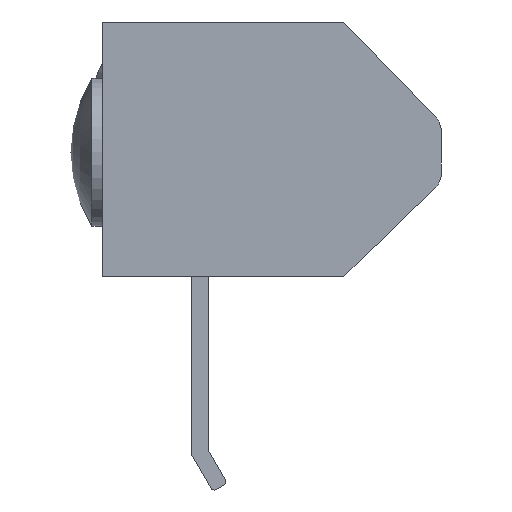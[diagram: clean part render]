
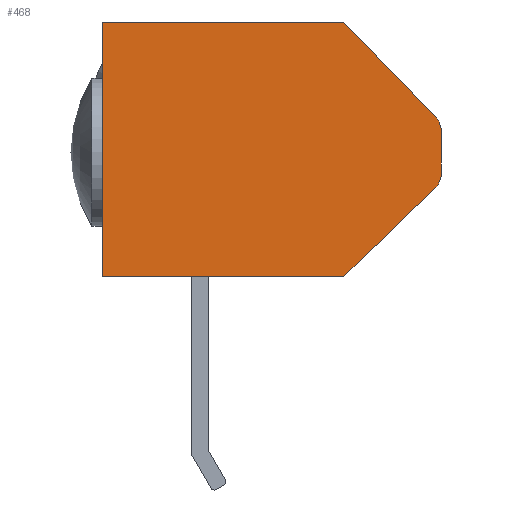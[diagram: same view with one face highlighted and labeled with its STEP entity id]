
A CAD part, left-side view. The second image highlights one B-rep face of the part: STEP entity #468.
In plain terms, the highlighted planar face has unit normal (-1, 0, 0).
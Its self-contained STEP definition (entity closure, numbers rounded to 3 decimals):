
#16 = LINE ( 'NONE', #831, #42 ) ;
#19 = VECTOR ( 'NONE', #1481, 1000. ) ;
#26 = CARTESIAN_POINT ( 'NONE',  ( 0., 16., 6.152 ) ) ;
#42 = VECTOR ( 'NONE', #840, 1000. ) ;
#122 = CARTESIAN_POINT ( 'NONE',  ( 0., 0., -0.985 ) ) ;
#131 = VERTEX_POINT ( 'NONE', #137 ) ;
#137 = CARTESIAN_POINT ( 'NONE',  ( 0., 0., 0.985 ) ) ;
#156 = VERTEX_POINT ( 'NONE', #122 ) ;
#205 = CARTESIAN_POINT ( 'NONE',  ( 0., 0.281, 1.68 ) ) ;
#209 = CARTESIAN_POINT ( 'NONE',  ( 0., 0.305, -1.704 ) ) ;
#262 = ORIENTED_EDGE ( 'NONE', *, *, #1422, .F. ) ;
#270 = LINE ( 'NONE', #716, #1080 ) ;
#286 = EDGE_CURVE ( 'NONE', #560, #307, #358, .T. ) ;
#307 = VERTEX_POINT ( 'NONE', #26 ) ;
#312 = ORIENTED_EDGE ( 'NONE', *, *, #1453, .F. ) ;
#315 = FACE_OUTER_BOUND ( 'NONE', #1329, .T. ) ;
#358 = LINE ( 'NONE', #1165, #1072 ) ;
#384 = VECTOR ( 'NONE', #1162, 1000. ) ;
#417 = ORIENTED_EDGE ( 'NONE', *, *, #1612, .F. ) ;
#418 = ORIENTED_EDGE ( 'NONE', *, *, #1523, .F. ) ;
#457 = PLANE ( 'NONE',  #1106 ) ;
#462 = ORIENTED_EDGE ( 'NONE', *, *, #1455, .F. ) ;
#465 = ORIENTED_EDGE ( 'NONE', *, *, #1229, .F. ) ;
#468 = ADVANCED_FACE ( 'NONE', ( #315 ), #457, .T. ) ;
#485 = LINE ( 'NONE', #1479, #19 ) ;
#521 = CARTESIAN_POINT ( 'NONE',  ( 0., 4.6, 6.152 ) ) ;
#526 = CARTESIAN_POINT ( 'NONE',  ( 0., 4.6, -5.852 ) ) ;
#560 = VERTEX_POINT ( 'NONE', #666 ) ;
#666 = CARTESIAN_POINT ( 'NONE',  ( 0., 16., -5.852 ) ) ;
#678 = AXIS2_PLACEMENT_3D ( 'NONE', #1170, #1171, #1172 ) ;
#716 = CARTESIAN_POINT ( 'NONE',  ( 0., 0., -0.985 ) ) ;
#718 = DIRECTION ( 'NONE',  ( 0., 0., -1. ) ) ;
#745 = CARTESIAN_POINT ( 'NONE',  ( 0., 4.6, -5.852 ) ) ;
#747 = DIRECTION ( 'NONE',  ( 0., 0.719, -0.695 ) ) ;
#793 = AXIS2_PLACEMENT_3D ( 'NONE', #1185, #1189, #1060 ) ;
#831 = CARTESIAN_POINT ( 'NONE',  ( 0., 16., -5.852 ) ) ;
#840 = DIRECTION ( 'NONE',  ( 0., 1., 0. ) ) ;
#1007 = DIRECTION ( 'NONE',  ( 0., 0., 1. ) ) ;
#1011 = VECTOR ( 'NONE', #747, 1000. ) ;
#1060 = DIRECTION ( 'NONE',  ( 0., 0., 1. ) ) ;
#1062 = LINE ( 'NONE', #745, #1011 ) ;
#1072 = VECTOR ( 'NONE', #1151, 1000. ) ;
#1080 = VECTOR ( 'NONE', #718, 1000. ) ;
#1093 = CIRCLE ( 'NONE', #678, 1. ) ;
#1106 = AXIS2_PLACEMENT_3D ( 'NONE', #1584, #1531, #1007 ) ;
#1118 = VERTEX_POINT ( 'NONE', #205 ) ;
#1135 = CIRCLE ( 'NONE', #793, 1. ) ;
#1151 = DIRECTION ( 'NONE',  ( 0., 0., 1. ) ) ;
#1158 = CARTESIAN_POINT ( 'NONE',  ( 0., 4.6, 6.152 ) ) ;
#1162 = DIRECTION ( 'NONE',  ( 0., -1., 0. ) ) ;
#1164 = VERTEX_POINT ( 'NONE', #209 ) ;
#1165 = CARTESIAN_POINT ( 'NONE',  ( 0., 16., 6.152 ) ) ;
#1170 = CARTESIAN_POINT ( 'NONE',  ( 0., 1., 0.985 ) ) ;
#1171 = DIRECTION ( 'NONE',  ( 1., 0., 0. ) ) ;
#1172 = DIRECTION ( 'NONE',  ( 0., 0., -1. ) ) ;
#1185 = CARTESIAN_POINT ( 'NONE',  ( 0., 1., -0.985 ) ) ;
#1189 = DIRECTION ( 'NONE',  ( 1., 0., 0. ) ) ;
#1191 = ORIENTED_EDGE ( 'NONE', *, *, #286, .F. ) ;
#1229 = EDGE_CURVE ( 'NONE', #1629, #1118, #485, .T. ) ;
#1329 = EDGE_LOOP ( 'NONE', ( #312, #1191, #418, #417, #262, #1577, #462, #465 ) ) ;
#1364 = LINE ( 'NONE', #1158, #384 ) ;
#1422 = EDGE_CURVE ( 'NONE', #156, #1164, #1135, .T. ) ;
#1453 = EDGE_CURVE ( 'NONE', #307, #1629, #1364, .T. ) ;
#1455 = EDGE_CURVE ( 'NONE', #1118, #131, #1093, .T. ) ;
#1479 = CARTESIAN_POINT ( 'NONE',  ( 0., 0.281, 1.68 ) ) ;
#1481 = DIRECTION ( 'NONE',  ( 0., -0.695, -0.719 ) ) ;
#1523 = EDGE_CURVE ( 'NONE', #1647, #560, #16, .T. ) ;
#1531 = DIRECTION ( 'NONE',  ( -1., 0., 0. ) ) ;
#1577 = ORIENTED_EDGE ( 'NONE', *, *, #1601, .F. ) ;
#1584 = CARTESIAN_POINT ( 'NONE',  ( 0., 1., -0.985 ) ) ;
#1601 = EDGE_CURVE ( 'NONE', #131, #156, #270, .T. ) ;
#1612 = EDGE_CURVE ( 'NONE', #1164, #1647, #1062, .T. ) ;
#1629 = VERTEX_POINT ( 'NONE', #521 ) ;
#1647 = VERTEX_POINT ( 'NONE', #526 ) ;
